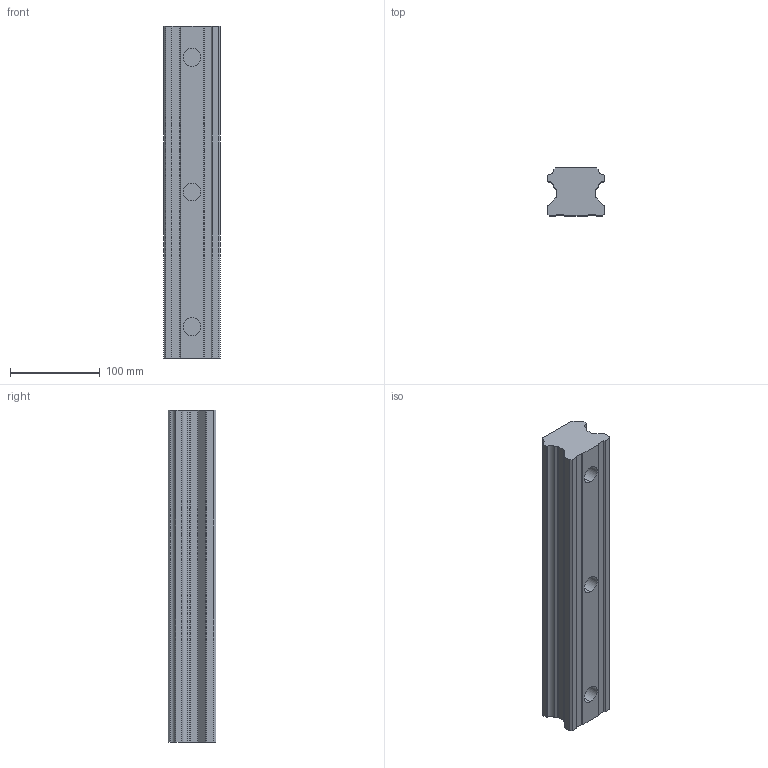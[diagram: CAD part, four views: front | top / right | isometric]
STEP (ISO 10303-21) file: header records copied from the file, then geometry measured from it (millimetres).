
FILE_DESCRIPTION (( 'STEP AP203' ), '1' );
FILE_NAME ('HGR65TSLDPRT.STEP', '2007-01-16T14:02:31', ( 'HIWIN GmbH' ), ( '77654 Offenburg' ), 'SwSTEP 2.0', 'SolidWorks 2006104', '' );
FILE_SCHEMA (( 'CONFIG_CONTROL_DESIGN' ));
Length unit declared in the file: millimetre
Products named in the file (1): HGR65TSLDPRT
Bounding box: 63 x 53 x 370 mm (x, y, z)
Volume: 1029713.8 mm3; surface area: 100187.8 mm2
Topology: 1 solids, 1 shells, 49 faces, 132 edges, 88 vertices
Faces by surface type: plane 33, cylinder 16
Entity records: 1615 total; most frequent: CARTESIAN_POINT 270, ORIENTED_EDGE 264, DIRECTION 264, EDGE_CURVE 132, VECTOR 100, LINE 100, VERTEX_POINT 88, AXIS2_PLACEMENT_3D 82
